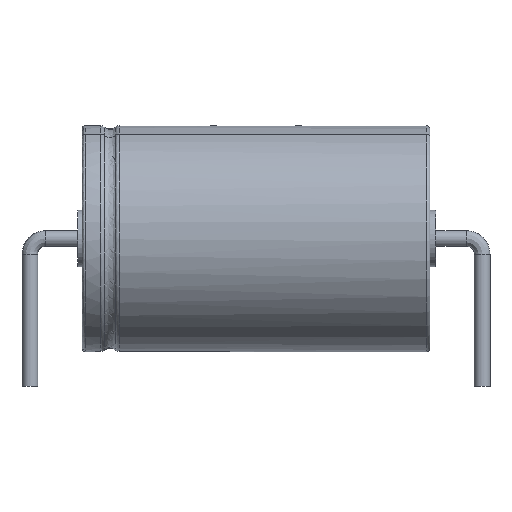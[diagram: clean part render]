
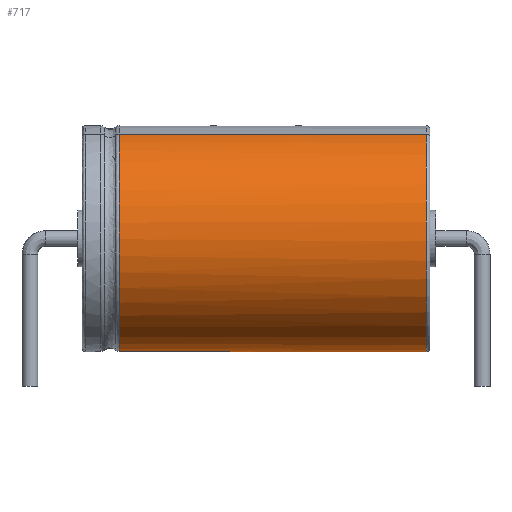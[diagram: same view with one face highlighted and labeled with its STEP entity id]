
A CAD part, front view. The second image highlights one B-rep face of the part: STEP entity #717.
In plain terms, the highlighted cylindrical face has radius 6.5 mm (diameter 13 mm), a partial arc.
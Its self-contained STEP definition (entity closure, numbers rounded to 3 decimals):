
#168=DIRECTION('',(-1.,0.,0.));
#182=DIRECTION('',(0.,0.383,0.924));
#288=VECTOR('',#289,1.);
#289=DIRECTION('',(1.,0.,0.));
#586=VERTEX_POINT('',#587);
#587=CARTESIAN_POINT('',(-7.865,2.487,12.505));
#595=ORIENTED_EDGE('',*,*,#596,.T.);
#596=EDGE_CURVE('',#586,#597,#599,.T.);
#597=VERTEX_POINT('',#598);
#598=CARTESIAN_POINT('',(-7.865,-2.487,12.505));
#599=B_SPLINE_CURVE_WITH_KNOTS('',12,(#600,#601,#602,#603,#604,#605,#606,#607,#608,#609,#610,#611,#612,#613,#614,#615,#616,#617,#618,#619,#620,#621,#622,#623,#624,#625,#626,#627,#628,#629,#630,#631,#632,#633,#634),.UNSPECIFIED.,.F.,.F.,(13,11,11,13),(-1.523,0.,35.736,37.258),.UNSPECIFIED.);
#600=CARTESIAN_POINT('',(-7.865,1.081,13.088));
#601=CARTESIAN_POINT('',(-7.865,1.199,13.039));
#602=CARTESIAN_POINT('',(-7.865,1.317,12.99));
#603=CARTESIAN_POINT('',(-7.865,1.434,12.941));
#604=CARTESIAN_POINT('',(-7.865,1.552,12.893));
#605=CARTESIAN_POINT('',(-7.865,1.669,12.844));
#606=CARTESIAN_POINT('',(-7.865,1.787,12.795));
#607=CARTESIAN_POINT('',(-7.865,1.904,12.747));
#608=CARTESIAN_POINT('',(-7.865,2.021,12.698));
#609=CARTESIAN_POINT('',(-7.865,2.138,12.65));
#610=CARTESIAN_POINT('',(-7.865,2.254,12.602));
#611=CARTESIAN_POINT('',(-7.865,2.371,12.553));
#612=CARTESIAN_POINT('',(-7.865,5.22,11.373));
#613=CARTESIAN_POINT('',(-7.865,7.432,8.868));
#614=CARTESIAN_POINT('',(-7.865,8.308,5.251));
#615=CARTESIAN_POINT('',(-7.865,7.168,1.372));
#616=CARTESIAN_POINT('',(-7.865,4.323,-1.515));
#617=CARTESIAN_POINT('',(-7.865,0.,-2.963));
#618=CARTESIAN_POINT('',(-7.865,-4.323,-1.515));
#619=CARTESIAN_POINT('',(-7.865,-7.168,1.372));
#620=CARTESIAN_POINT('',(-7.865,-8.308,5.251));
#621=CARTESIAN_POINT('',(-7.865,-7.432,8.868));
#622=CARTESIAN_POINT('',(-7.865,-5.22,11.373));
#623=CARTESIAN_POINT('',(-7.865,-2.371,12.553));
#624=CARTESIAN_POINT('',(-7.865,-2.254,12.602));
#625=CARTESIAN_POINT('',(-7.865,-2.138,12.65));
#626=CARTESIAN_POINT('',(-7.865,-2.021,12.698));
#627=CARTESIAN_POINT('',(-7.865,-1.904,12.747));
#628=CARTESIAN_POINT('',(-7.865,-1.787,12.795));
#629=CARTESIAN_POINT('',(-7.865,-1.669,12.844));
#630=CARTESIAN_POINT('',(-7.865,-1.552,12.893));
#631=CARTESIAN_POINT('',(-7.865,-1.434,12.941));
#632=CARTESIAN_POINT('',(-7.865,-1.317,12.99));
#633=CARTESIAN_POINT('',(-7.865,-1.199,13.039));
#634=CARTESIAN_POINT('',(-7.865,-1.081,13.088));
#717=ADVANCED_FACE('',(#718),#737,.T.);
#718=FACE_BOUND('',#719,.F.);
#719=EDGE_LOOP('',(#720,#595,#726,#732));
#720=ORIENTED_EDGE('',*,*,#721,.F.);
#721=EDGE_CURVE('',#586,#722,#724,.T.);
#722=VERTEX_POINT('',#723);
#723=CARTESIAN_POINT('',(9.8,2.487,12.505));
#724=LINE('',#725,#288);
#725=CARTESIAN_POINT('',(-8.,2.487,12.505));
#726=ORIENTED_EDGE('',*,*,#727,.T.);
#727=EDGE_CURVE('',#597,#728,#730,.T.);
#728=VERTEX_POINT('',#729);
#729=CARTESIAN_POINT('',(9.8,-2.487,12.505));
#730=LINE('',#731,#288);
#731=CARTESIAN_POINT('',(-8.,-2.487,12.505));
#732=ORIENTED_EDGE('',*,*,#733,.F.);
#733=EDGE_CURVE('',#722,#728,#734,.T.);
#734=CIRCLE('',#735,6.5);
#735=AXIS2_PLACEMENT_3D('',#736,#168,#182);
#736=CARTESIAN_POINT('',(9.8,0.,6.5));
#737=CYLINDRICAL_SURFACE('',#738,6.5);
#738=AXIS2_PLACEMENT_3D('',#739,#289,#182);
#739=CARTESIAN_POINT('',(-8.,0.,6.5));
